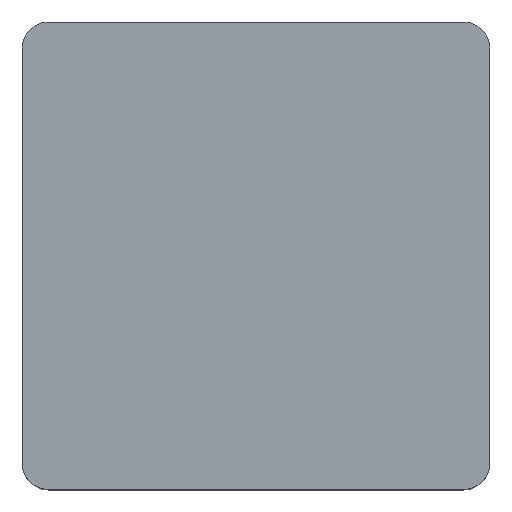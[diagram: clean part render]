
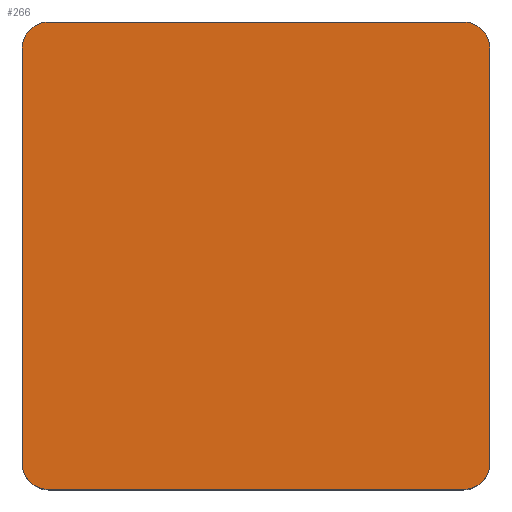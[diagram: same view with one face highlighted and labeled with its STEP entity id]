
A CAD part, top view. The second image highlights one B-rep face of the part: STEP entity #266.
In plain terms, the highlighted planar face has unit normal (0, 0, 1).
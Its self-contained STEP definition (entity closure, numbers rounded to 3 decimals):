
#12=DIRECTION('',(0.,0.,1.));
#26=DIRECTION('',(1.,0.,0.));
#30=DIRECTION('',(-1.,0.,0.));
#46=DIRECTION('',(0.,0.,-1.));
#62=VECTOR('',#26,1.);
#70=DIRECTION('',(0.,0.,1.));
#71=DIRECTION('',(0.,-1.,0.));
#78=VECTOR('',#79,1.);
#79=DIRECTION('',(0.,1.,0.));
#93=VECTOR('',#30,1.);
#107=VECTOR('',#71,1.);
#131=VERTEX_POINT('',#132);
#132=CARTESIAN_POINT('',(-0.825,11.045,9.62));
#136=EDGE_CURVE('',#131,#137,#139,.T.);
#137=VERTEX_POINT('',#138);
#138=CARTESIAN_POINT('',(10.345,11.045,9.62));
#139=LINE('',#140,#62);
#140=CARTESIAN_POINT('',(-1.525,11.045,9.62));
#151=VERTEX_POINT('',#152);
#152=CARTESIAN_POINT('',(-1.525,10.345,9.62));
#155=EDGE_CURVE('',#131,#151,#156,.T.);
#156=CIRCLE('',#157,0.7);
#157=AXIS2_PLACEMENT_3D('',#158,#70,#71);
#158=CARTESIAN_POINT('',(-0.825,10.345,9.62));
#168=VERTEX_POINT('',#169);
#169=CARTESIAN_POINT('',(11.045,10.345,9.62));
#171=ORIENTED_EDGE('',*,*,#172,.F.);
#172=EDGE_CURVE('',#137,#168,#173,.T.);
#173=CIRCLE('',#174,0.7);
#174=AXIS2_PLACEMENT_3D('',#175,#46,#71);
#175=CARTESIAN_POINT('',(10.345,10.345,9.62));
#183=VERTEX_POINT('',#184);
#184=CARTESIAN_POINT('',(-1.525,-0.825,9.62));
#187=EDGE_CURVE('',#183,#151,#188,.T.);
#188=LINE('',#189,#78);
#189=CARTESIAN_POINT('',(-1.525,-1.525,9.62));
#197=EDGE_CURVE('',#168,#198,#200,.T.);
#198=VERTEX_POINT('',#199);
#199=CARTESIAN_POINT('',(11.045,-0.825,9.62));
#200=LINE('',#201,#107);
#201=CARTESIAN_POINT('',(11.045,11.045,9.62));
#211=ORIENTED_EDGE('',*,*,#212,.F.);
#212=EDGE_CURVE('',#213,#183,#215,.T.);
#213=VERTEX_POINT('',#214);
#214=CARTESIAN_POINT('',(-0.825,-1.525,9.62));
#215=CIRCLE('',#216,0.7);
#216=AXIS2_PLACEMENT_3D('',#217,#46,#71);
#217=CARTESIAN_POINT('',(-0.825,-0.825,9.62));
#229=VERTEX_POINT('',#230);
#230=CARTESIAN_POINT('',(10.345,-1.525,9.62));
#232=ORIENTED_EDGE('',*,*,#233,.F.);
#233=EDGE_CURVE('',#198,#229,#234,.T.);
#234=CIRCLE('',#235,0.7);
#235=AXIS2_PLACEMENT_3D('',#236,#46,#71);
#236=CARTESIAN_POINT('',(10.345,-0.825,9.62));
#243=EDGE_CURVE('',#229,#213,#244,.T.);
#244=LINE('',#245,#93);
#245=CARTESIAN_POINT('',(11.045,-1.525,9.62));
#266=ADVANCED_FACE('',(#267),#274,.T.);
#267=FACE_BOUND('',#268,.T.);
#268=EDGE_LOOP('',(#269,#270,#271,#211,#272,#232,#273,#171));
#269=ORIENTED_EDGE('',*,*,#136,.F.);
#270=ORIENTED_EDGE('',*,*,#155,.T.);
#271=ORIENTED_EDGE('',*,*,#187,.F.);
#272=ORIENTED_EDGE('',*,*,#243,.F.);
#273=ORIENTED_EDGE('',*,*,#197,.F.);
#274=PLANE('',#275);
#275=AXIS2_PLACEMENT_3D('',#140,#12,#26);
